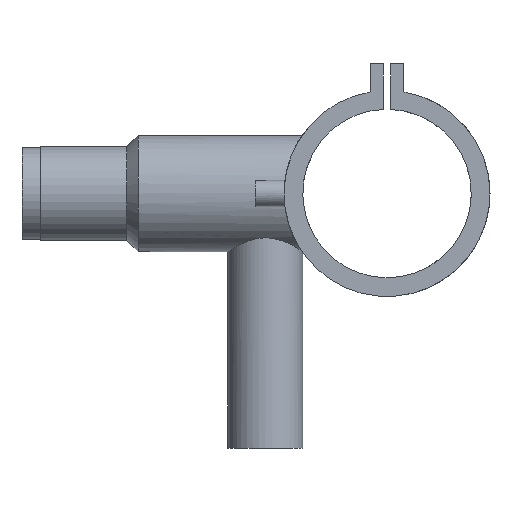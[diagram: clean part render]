
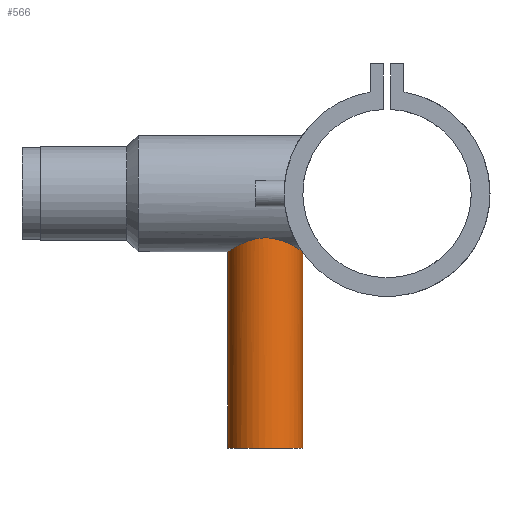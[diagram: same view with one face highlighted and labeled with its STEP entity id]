
A CAD part, left-side view. The second image highlights one B-rep face of the part: STEP entity #566.
In plain terms, the highlighted cylindrical face has radius 20 mm (diameter 40 mm), a partial arc.
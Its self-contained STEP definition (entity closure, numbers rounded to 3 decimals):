
#188 = B_SPLINE_CURVE_WITH_KNOTS ( 'NONE', 3,
 ( #343, #341, #340, #338, #336, #332, #331, #329, #326, #325 ),
 .UNSPECIFIED., .F., .F.,
 ( 4, 2, 2, 2, 4 ),
 ( 0.118, 0.12, 0.121, 0.122, 0.124 ),
 .UNSPECIFIED. ) ;
#201 = VECTOR ( 'NONE', #672, 1000. ) ;
#325 = CARTESIAN_POINT ( 'NONE',  ( 0., 45., -31.623 ) ) ;
#326 = CARTESIAN_POINT ( 'NONE',  ( -0.474, 45., -31.623 ) ) ;
#329 = CARTESIAN_POINT ( 'NONE',  ( -0.953, 45.017, -31.598 ) ) ;
#331 = CARTESIAN_POINT ( 'NONE',  ( -1.891, 45.084, -31.503 ) ) ;
#332 = CARTESIAN_POINT ( 'NONE',  ( -2.352, 45.133, -31.432 ) ) ;
#336 = CARTESIAN_POINT ( 'NONE',  ( -3.261, 45.262, -31.246 ) ) ;
#338 = CARTESIAN_POINT ( 'NONE',  ( -3.709, 45.342, -31.131 ) ) ;
#340 = CARTESIAN_POINT ( 'NONE',  ( -4.591, 45.529, -30.857 ) ) ;
#341 = CARTESIAN_POINT ( 'NONE',  ( -5.028, 45.637, -30.697 ) ) ;
#343 = CARTESIAN_POINT ( 'NONE',  ( -5.451, 45.757, -30.517 ) ) ;
#405 = EDGE_CURVE ( 'NONE', #2182, #2093, #1772, .T. ) ;
#433 = CARTESIAN_POINT ( 'NONE',  ( -5.451, 45.757, -30.517 ) ) ;
#514 = EDGE_CURVE ( 'NONE', #2182, #2051, #916, .T. ) ;
#566 = ADVANCED_FACE ( 'NONE', ( #893 ), #892, .T. ) ;
#669 = EDGE_CURVE ( 'NONE', #2290, #2051, #1812, .T. ) ;
#672 = DIRECTION ( 'NONE',  ( 0., 0., -1. ) ) ;
#722 = DIRECTION ( 'NONE',  ( 0., 1., 0. ) ) ;
#723 = DIRECTION ( 'NONE',  ( 0., 0., -1. ) ) ;
#725 = CARTESIAN_POINT ( 'NONE',  ( 0., 65., -136. ) ) ;
#888 = DIRECTION ( 'NONE',  ( 0., 1., 0. ) ) ;
#889 = DIRECTION ( 'NONE',  ( 0., 0., -1. ) ) ;
#890 = CARTESIAN_POINT ( 'NONE',  ( 0., 65., 0. ) ) ;
#892 = CYLINDRICAL_SURFACE ( 'NONE', #1869, 20. ) ;
#893 = FACE_OUTER_BOUND ( 'NONE', #2193, .T. ) ;
#912 = DIRECTION ( 'NONE',  ( 0., 0., -1. ) ) ;
#914 = CARTESIAN_POINT ( 'NONE',  ( 0., 85., 0. ) ) ;
#916 = LINE ( 'NONE', #914, #1952 ) ;
#1022 = CARTESIAN_POINT ( 'NONE',  ( -5.451, 45.757, -30.517 ) ) ;
#1023 = CARTESIAN_POINT ( 'NONE',  ( -6.035, 45.923, -30.413 ) ) ;
#1024 = CARTESIAN_POINT ( 'NONE',  ( -6.609, 46.114, -30.293 ) ) ;
#1026 = CARTESIAN_POINT ( 'NONE',  ( -7.736, 46.547, -30.025 ) ) ;
#1029 = CARTESIAN_POINT ( 'NONE',  ( -8.293, 46.79, -29.875 ) ) ;
#1033 = CARTESIAN_POINT ( 'NONE',  ( -9.909, 47.586, -29.395 ) ) ;
#1034 = CARTESIAN_POINT ( 'NONE',  ( -10.912, 48.199, -29.034 ) ) ;
#1037 = CARTESIAN_POINT ( 'NONE',  ( -12.32, 49.234, -28.451 ) ) ;
#1038 = CARTESIAN_POINT ( 'NONE',  ( -12.773, 49.599, -28.251 ) ) ;
#1039 = CARTESIAN_POINT ( 'NONE',  ( -13.647, 50.368, -27.839 ) ) ;
#1041 = CARTESIAN_POINT ( 'NONE',  ( -14.07, 50.774, -27.627 ) ) ;
#1043 = CARTESIAN_POINT ( 'NONE',  ( -15.279, 52.042, -26.989 ) ) ;
#1047 = CARTESIAN_POINT ( 'NONE',  ( -16.003, 52.947, -26.561 ) ) ;
#1048 = CARTESIAN_POINT ( 'NONE',  ( -16.971, 54.402, -25.945 ) ) ;
#1050 = CARTESIAN_POINT ( 'NONE',  ( -17.274, 54.903, -25.743 ) ) ;
#1051 = CARTESIAN_POINT ( 'NONE',  ( -17.84, 55.94, -25.354 ) ) ;
#1052 = CARTESIAN_POINT ( 'NONE',  ( -18.102, 56.474, -25.168 ) ) ;
#1054 = CARTESIAN_POINT ( 'NONE',  ( -18.813, 58.108, -24.646 ) ) ;
#1056 = CARTESIAN_POINT ( 'NONE',  ( -19.194, 59.246, -24.346 ) ) ;
#1058 = CARTESIAN_POINT ( 'NONE',  ( -19.753, 61.637, -23.894 ) ) ;
#1063 = CARTESIAN_POINT ( 'NONE',  ( -19.922, 62.85, -23.751 ) ) ;
#1064 = CARTESIAN_POINT ( 'NONE',  ( -20.007, 64.696, -23.679 ) ) ;
#1067 = CARTESIAN_POINT ( 'NONE',  ( -20.007, 65.317, -23.679 ) ) ;
#1068 = CARTESIAN_POINT ( 'NONE',  ( -19.949, 66.564, -23.729 ) ) ;
#1069 = CARTESIAN_POINT ( 'NONE',  ( -19.89, 67.178, -23.778 ) ) ;
#1070 = CARTESIAN_POINT ( 'NONE',  ( -19.72, 68.391, -23.919 ) ) ;
#1071 = CARTESIAN_POINT ( 'NONE',  ( -19.607, 68.99, -24.012 ) ) ;
#1073 = CARTESIAN_POINT ( 'NONE',  ( -19.329, 70.172, -24.237 ) ) ;
#1076 = CARTESIAN_POINT ( 'NONE',  ( -19.163, 70.757, -24.369 ) ) ;
#1077 = CARTESIAN_POINT ( 'NONE',  ( -18.589, 72.478, -24.813 ) ) ;
#1079 = CARTESIAN_POINT ( 'NONE',  ( -18.115, 73.556, -25.166 ) ) ;
#1080 = CARTESIAN_POINT ( 'NONE',  ( -16.999, 75.601, -25.932 ) ) ;
#1081 = CARTESIAN_POINT ( 'NONE',  ( -16.356, 76.569, -26.348 ) ) ;
#1082 = CARTESIAN_POINT ( 'NONE',  ( -14.897, 78.396, -27.199 ) ) ;
#1083 = CARTESIAN_POINT ( 'NONE',  ( -14.098, 79.233, -27.626 ) ) ;
#1084 = CARTESIAN_POINT ( 'NONE',  ( -12.791, 80.386, -28.242 ) ) ;
#1088 = CARTESIAN_POINT ( 'NONE',  ( -12.337, 80.752, -28.444 ) ) ;
#1089 = CARTESIAN_POINT ( 'NONE',  ( -11.391, 81.449, -28.836 ) ) ;
#1092 = CARTESIAN_POINT ( 'NONE',  ( -10.897, 81.781, -29.027 ) ) ;
#1093 = CARTESIAN_POINT ( 'NONE',  ( -9.379, 82.704, -29.567 ) ) ;
#1094 = CARTESIAN_POINT ( 'NONE',  ( -8.313, 83.23, -29.887 ) ) ;
#1096 = CARTESIAN_POINT ( 'NONE',  ( -6.906, 83.772, -30.222 ) ) ;
#1097 = CARTESIAN_POINT ( 'NONE',  ( -6.62, 83.875, -30.286 ) ) ;
#1099 = CARTESIAN_POINT ( 'NONE',  ( -6.042, 84.068, -30.407 ) ) ;
#1101 = CARTESIAN_POINT ( 'NONE',  ( -5.749, 84.158, -30.464 ) ) ;
#1102 = CARTESIAN_POINT ( 'NONE',  ( -4.866, 84.409, -30.622 ) ) ;
#1108 = CARTESIAN_POINT ( 'NONE',  ( -4.272, 84.548, -30.71 ) ) ;
#1109 = CARTESIAN_POINT ( 'NONE',  ( -2.471, 84.884, -30.925 ) ) ;
#1113 = CARTESIAN_POINT ( 'NONE',  ( -1.248, 85., -31. ) ) ;
#1114 = CARTESIAN_POINT ( 'NONE',  ( 0., 85., -31. ) ) ;
#1158 = EDGE_CURVE ( 'NONE', #2093, #2238, #188, .T. ) ;
#1349 = CARTESIAN_POINT ( 'NONE',  ( 0., 85., -31. ) ) ;
#1487 = CARTESIAN_POINT ( 'NONE',  ( 0., 45., -136. ) ) ;
#1704 = CARTESIAN_POINT ( 'NONE',  ( 0., 85., -136. ) ) ;
#1744 = LINE ( 'NONE', #2440, #201 ) ;
#1772 = B_SPLINE_CURVE_WITH_KNOTS ( 'NONE', 3,
 ( #1114, #1113, #1109, #1108, #1102, #1101, #1099, #1097, #1096, #1094, #1093, #1092, #1089, #1088, #1084, #1083, #1082, #1081, #1080, #1079, #1077, #1076, #1073, #1071, #1070, #1069, #1068, #1067, #1064, #1063, #1058, #1056, #1054, #1052, #1051, #1050, #1048, #1047, #1043, #1041, #1039, #1038, #1037, #1034, #1033, #1029, #1026, #1024, #1023, #1022 ),
 .UNSPECIFIED., .F., .F.,
 ( 4, 2, 2, 2, 2, 2, 2, 2, 2, 2, 2, 2, 2, 2, 2, 2, 2, 2, 2, 2, 2, 2, 2, 2, 4 ),
 ( 0., 0.004, 0.006, 0.006, 0.007, 0.011, 0.013, 0.015, 0.018, 0.022, 0.026, 0.028, 0.029, 0.031, 0.033, 0.037, 0.041, 0.042, 0.044, 0.048, 0.05, 0.052, 0.055, 0.057, 0.059 ),
 .UNSPECIFIED. ) ;
#1779 = AXIS2_PLACEMENT_3D ( 'NONE', #725, #723, #722 ) ;
#1812 = CIRCLE ( 'NONE', #1779, 20. ) ;
#1841 = CARTESIAN_POINT ( 'NONE',  ( 0., 45., -31.623 ) ) ;
#1869 = AXIS2_PLACEMENT_3D ( 'NONE', #890, #889, #888 ) ;
#1927 = ORIENTED_EDGE ( 'NONE', *, *, #2133, .F. ) ;
#1931 = ORIENTED_EDGE ( 'NONE', *, *, #1158, .F. ) ;
#1932 = ORIENTED_EDGE ( 'NONE', *, *, #405, .F. ) ;
#1934 = ORIENTED_EDGE ( 'NONE', *, *, #514, .T. ) ;
#1935 = ORIENTED_EDGE ( 'NONE', *, *, #669, .F. ) ;
#1952 = VECTOR ( 'NONE', #912, 1000. ) ;
#2051 = VERTEX_POINT ( 'NONE', #1704 ) ;
#2093 = VERTEX_POINT ( 'NONE', #433 ) ;
#2133 = EDGE_CURVE ( 'NONE', #2238, #2290, #1744, .T. ) ;
#2182 = VERTEX_POINT ( 'NONE', #1349 ) ;
#2193 = EDGE_LOOP ( 'NONE', ( #1927, #1931, #1932, #1934, #1935 ) ) ;
#2238 = VERTEX_POINT ( 'NONE', #1841 ) ;
#2290 = VERTEX_POINT ( 'NONE', #1487 ) ;
#2440 = CARTESIAN_POINT ( 'NONE',  ( 0., 45., 0. ) ) ;
